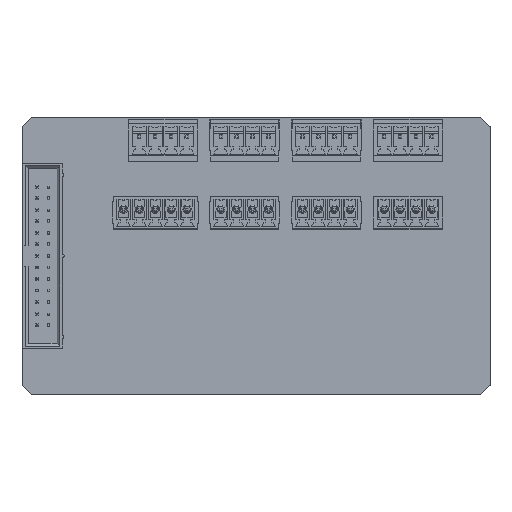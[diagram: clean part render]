
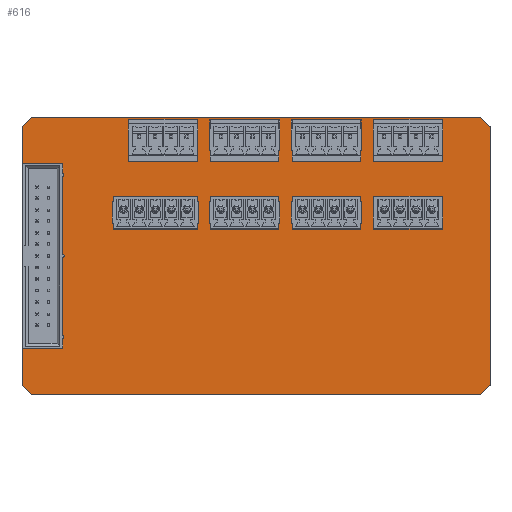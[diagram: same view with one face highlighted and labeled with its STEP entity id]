
A CAD part, top view. The second image highlights one B-rep face of the part: STEP entity #616.
In plain terms, the highlighted planar face has unit normal (0, 0, 1).
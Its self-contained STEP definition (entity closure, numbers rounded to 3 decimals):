
#87 = VERTEX_POINT('',#88);
#88 = CARTESIAN_POINT('',(-0.053,1.947,1.646));
#94 = EDGE_CURVE('',#87,#95,#97,.T.);
#95 = VERTEX_POINT('',#96);
#96 = CARTESIAN_POINT('',(1.947,-0.053,1.646));
#97 = LINE('',#98,#99);
#98 = CARTESIAN_POINT('',(-0.053,1.947,1.646));
#99 = VECTOR('',#100,1.);
#100 = DIRECTION('',(0.707,-0.707,0.));
#125 = EDGE_CURVE('',#95,#126,#128,.T.);
#126 = VERTEX_POINT('',#127);
#127 = CARTESIAN_POINT('',(2.,-0.075,1.646));
#128 = CIRCLE('',#129,0.075);
#129 = AXIS2_PLACEMENT_3D('',#130,#131,#132);
#130 = CARTESIAN_POINT('',(2.,0.,1.646));
#131 = DIRECTION('',(0.,0.,1.));
#132 = DIRECTION('',(-0.707,-0.707,0.));
#158 = EDGE_CURVE('',#126,#159,#161,.T.);
#159 = VERTEX_POINT('',#160);
#160 = CARTESIAN_POINT('',(101.,-0.075,1.646));
#161 = LINE('',#162,#163);
#162 = CARTESIAN_POINT('',(2.,-0.075,1.646));
#163 = VECTOR('',#164,1.);
#164 = DIRECTION('',(1.,0.,0.));
#189 = EDGE_CURVE('',#159,#190,#192,.T.);
#190 = VERTEX_POINT('',#191);
#191 = CARTESIAN_POINT('',(101.053,-0.053,1.646));
#192 = CIRCLE('',#193,0.075);
#193 = AXIS2_PLACEMENT_3D('',#194,#195,#196);
#194 = CARTESIAN_POINT('',(101.,0.,1.646)
  );
#195 = DIRECTION('',(0.,0.,1.));
#196 = DIRECTION('',(0.,-1.,0.));
#222 = EDGE_CURVE('',#190,#223,#225,.T.);
#223 = VERTEX_POINT('',#224);
#224 = CARTESIAN_POINT('',(103.053,1.947,1.646));
#225 = LINE('',#226,#227);
#226 = CARTESIAN_POINT('',(101.053,-0.053,1.646));
#227 = VECTOR('',#228,1.);
#228 = DIRECTION('',(0.707,0.707,0.));
#253 = EDGE_CURVE('',#223,#254,#256,.T.);
#254 = VERTEX_POINT('',#255);
#255 = CARTESIAN_POINT('',(103.075,2.,1.646));
#256 = CIRCLE('',#257,0.075);
#257 = AXIS2_PLACEMENT_3D('',#258,#259,#260);
#258 = CARTESIAN_POINT('',(103.,2.,1.646));
#259 = DIRECTION('',(0.,0.,1.));
#260 = DIRECTION('',(0.707,-0.707,0.));
#286 = EDGE_CURVE('',#254,#287,#289,.T.);
#287 = VERTEX_POINT('',#288);
#288 = CARTESIAN_POINT('',(103.075,59.,1.646));
#289 = LINE('',#290,#291);
#290 = CARTESIAN_POINT('',(103.075,2.,1.646));
#291 = VECTOR('',#292,1.);
#292 = DIRECTION('',(0.,1.,0.));
#317 = EDGE_CURVE('',#287,#318,#320,.T.);
#318 = VERTEX_POINT('',#319);
#319 = CARTESIAN_POINT('',(103.053,59.053,1.646));
#320 = CIRCLE('',#321,0.075);
#321 = AXIS2_PLACEMENT_3D('',#322,#323,#324);
#322 = CARTESIAN_POINT('',(103.,59.,1.646));
#323 = DIRECTION('',(0.,0.,1.));
#324 = DIRECTION('',(1.,0.,0.));
#350 = EDGE_CURVE('',#318,#351,#353,.T.);
#351 = VERTEX_POINT('',#352);
#352 = CARTESIAN_POINT('',(101.053,61.053,1.646));
#353 = LINE('',#354,#355);
#354 = CARTESIAN_POINT('',(103.053,59.053,1.646));
#355 = VECTOR('',#356,1.);
#356 = DIRECTION('',(-0.707,0.707,0.));
#381 = EDGE_CURVE('',#351,#382,#384,.T.);
#382 = VERTEX_POINT('',#383);
#383 = CARTESIAN_POINT('',(101.,61.075,1.646));
#384 = CIRCLE('',#385,0.075);
#385 = AXIS2_PLACEMENT_3D('',#386,#387,#388);
#386 = CARTESIAN_POINT('',(101.,61.,1.646));
#387 = DIRECTION('',(0.,0.,1.));
#388 = DIRECTION('',(0.707,0.707,0.));
#414 = EDGE_CURVE('',#382,#415,#417,.T.);
#415 = VERTEX_POINT('',#416);
#416 = CARTESIAN_POINT('',(2.,61.075,1.646));
#417 = LINE('',#418,#419);
#418 = CARTESIAN_POINT('',(101.,61.075,1.646));
#419 = VECTOR('',#420,1.);
#420 = DIRECTION('',(-1.,0.,0.));
#445 = EDGE_CURVE('',#415,#446,#448,.T.);
#446 = VERTEX_POINT('',#447);
#447 = CARTESIAN_POINT('',(1.947,61.053,1.646));
#448 = CIRCLE('',#449,0.075);
#449 = AXIS2_PLACEMENT_3D('',#450,#451,#452);
#450 = CARTESIAN_POINT('',(2.,61.,1.646));
#451 = DIRECTION('',(0.,0.,1.));
#452 = DIRECTION('',(0.001,1.,0.));
#478 = EDGE_CURVE('',#446,#479,#481,.T.);
#479 = VERTEX_POINT('',#480);
#480 = CARTESIAN_POINT('',(-0.053,59.054,1.646));
#481 = LINE('',#482,#483);
#482 = CARTESIAN_POINT('',(1.947,61.053,1.646));
#483 = VECTOR('',#484,1.);
#484 = DIRECTION('',(-0.707,-0.707,0.));
#509 = EDGE_CURVE('',#479,#510,#512,.T.);
#510 = VERTEX_POINT('',#511);
#511 = CARTESIAN_POINT('',(-0.075,59.,1.646));
#512 = CIRCLE('',#513,0.075);
#513 = AXIS2_PLACEMENT_3D('',#514,#515,#516);
#514 = CARTESIAN_POINT('',(0.,59.,1.646)
  );
#515 = DIRECTION('',(0.,0.,1.));
#516 = DIRECTION('',(-0.701,0.713,0.));
#542 = EDGE_CURVE('',#510,#543,#545,.T.);
#543 = VERTEX_POINT('',#544);
#544 = CARTESIAN_POINT('',(-0.075,2.,1.646));
#545 = LINE('',#546,#547);
#546 = CARTESIAN_POINT('',(-0.075,59.,1.646));
#547 = VECTOR('',#548,1.);
#548 = DIRECTION('',(0.,-1.,0.));
#573 = EDGE_CURVE('',#543,#87,#574,.T.);
#574 = CIRCLE('',#575,0.075);
#575 = AXIS2_PLACEMENT_3D('',#576,#577,#578);
#576 = CARTESIAN_POINT('',(0.,2.,1.646));
#577 = DIRECTION('',(0.,0.,1.));
#578 = DIRECTION('',(-1.,0.,0.));
#616 = ADVANCED_FACE('',(#617),#635,.F.);
#617 = FACE_BOUND('',#618,.T.);
#618 = EDGE_LOOP('',(#619,#620,#621,#622,#623,#624,#625,#626,#627,#628,
    #629,#630,#631,#632,#633,#634));
#619 = ORIENTED_EDGE('',*,*,#94,.T.);
#620 = ORIENTED_EDGE('',*,*,#125,.T.);
#621 = ORIENTED_EDGE('',*,*,#158,.T.);
#622 = ORIENTED_EDGE('',*,*,#189,.T.);
#623 = ORIENTED_EDGE('',*,*,#222,.T.);
#624 = ORIENTED_EDGE('',*,*,#253,.T.);
#625 = ORIENTED_EDGE('',*,*,#286,.T.);
#626 = ORIENTED_EDGE('',*,*,#317,.T.);
#627 = ORIENTED_EDGE('',*,*,#350,.T.);
#628 = ORIENTED_EDGE('',*,*,#381,.T.);
#629 = ORIENTED_EDGE('',*,*,#414,.T.);
#630 = ORIENTED_EDGE('',*,*,#445,.T.);
#631 = ORIENTED_EDGE('',*,*,#478,.T.);
#632 = ORIENTED_EDGE('',*,*,#509,.T.);
#633 = ORIENTED_EDGE('',*,*,#542,.T.);
#634 = ORIENTED_EDGE('',*,*,#573,.T.);
#635 = PLANE('',#636);
#636 = AXIS2_PLACEMENT_3D('',#637,#638,#639);
#637 = CARTESIAN_POINT('',(-0.053,1.947,1.646));
#638 = DIRECTION('',(0.,0.,-1.));
#639 = DIRECTION('',(-1.,0.,0.));
